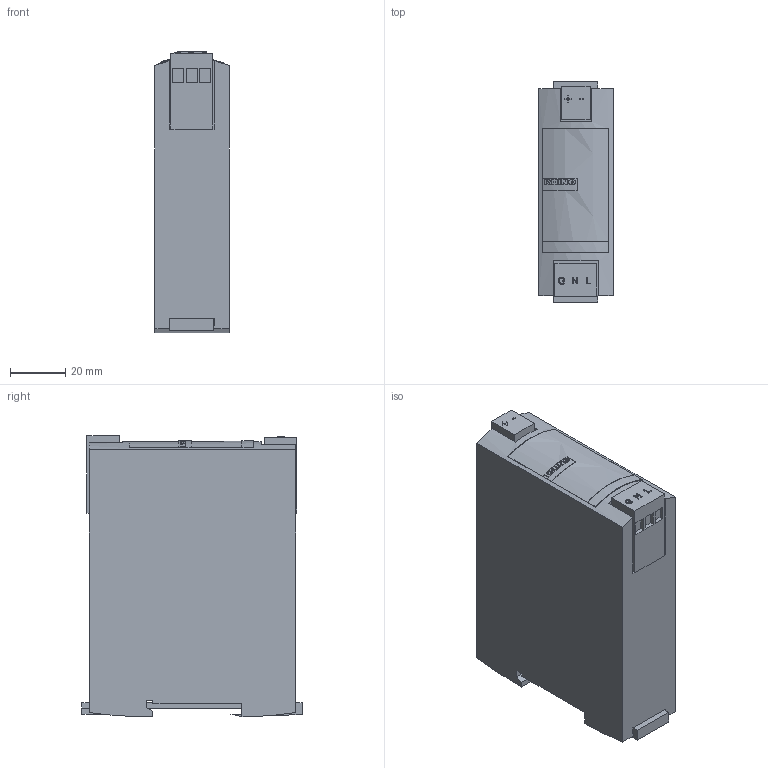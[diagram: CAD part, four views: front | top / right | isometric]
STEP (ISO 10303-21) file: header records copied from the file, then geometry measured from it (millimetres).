
FILE_DESCRIPTION (( 'STEP AP203' ), '1' );
FILE_NAME ('PSP24-024S.STEP', '2011-10-11T17:18:50', ( '.adc' ), ( '' ), 'SwSTEP 2.0', 'SolidWorks 2011', '' );
FILE_SCHEMA (( 'CONFIG_CONTROL_DESIGN' ));
Length unit declared in the file: millimetre
Products named in the file (1): PSP24-024S
Bounding box: 27 x 80 x 102.25 mm (x, y, z)
Volume: 195655.3 mm3; surface area: 29364.8 mm2
Topology: 1 solids, 1 shells, 236 faces, 650 edges, 428 vertices
Faces by surface type: plane 188, bspline 48
Entity records: 8431 total; most frequent: CARTESIAN_POINT 2743, ORIENTED_EDGE 1300, DIRECTION 894, EDGE_CURVE 650, VECTOR 516, LINE 516, VERTEX_POINT 428, EDGE_LOOP 254
